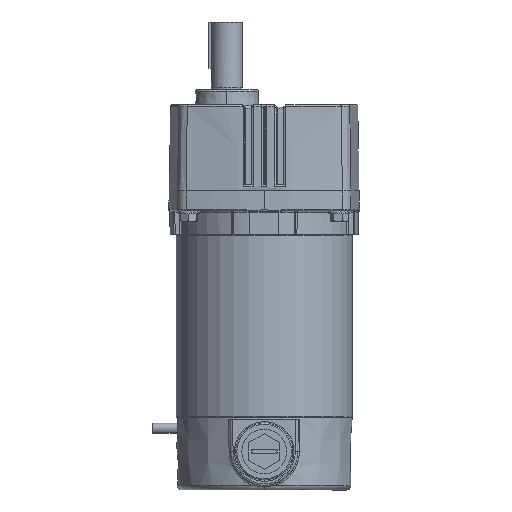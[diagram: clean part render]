
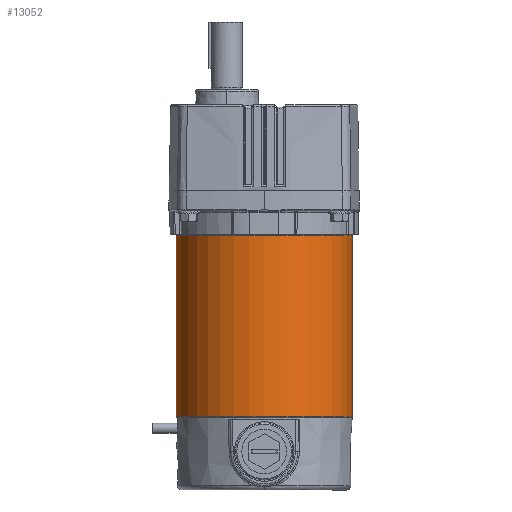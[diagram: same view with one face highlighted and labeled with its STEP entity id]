
A CAD part, left-side view. The second image highlights one B-rep face of the part: STEP entity #13052.
In plain terms, the highlighted cylindrical face has radius 54.102 mm (diameter 108.204 mm), a partial arc.
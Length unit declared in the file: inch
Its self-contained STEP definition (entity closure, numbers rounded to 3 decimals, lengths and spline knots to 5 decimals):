
#5673 = CARTESIAN_POINT ( 'NONE',  ( 0., 2.13, 0.015 ) ) ;
#7663 = EDGE_CURVE ( 'NONE', #19918, #20661, #29853, .T. ) ;
#7664 = EDGE_CURVE ( 'NONE', #20508, #16834, #29860, .T. ) ;
#7669 = EDGE_CURVE ( 'NONE', #20661, #16834, #29868, .T. ) ;
#7671 = EDGE_CURVE ( 'NONE', #19918, #20508, #29871, .T. ) ;
#13052 = ADVANCED_FACE ( 'NONE', ( #38896 ), #38902, .T. ) ;
#16834 = VERTEX_POINT ( 'NONE', #5673 ) ;
#19526 = AXIS2_PLACEMENT_3D ( 'NONE', #26714, #26276, #27110 ) ;
#19527 = AXIS2_PLACEMENT_3D ( 'NONE', #26155, #26491, #27081 ) ;
#19918 = VERTEX_POINT ( 'NONE', #22437 ) ;
#20508 = VERTEX_POINT ( 'NONE', #25193 ) ;
#20661 = VERTEX_POINT ( 'NONE', #25477 ) ;
#22437 = CARTESIAN_POINT ( 'NONE',  ( 0., -2.13, 4.407 ) ) ;
#25193 = CARTESIAN_POINT ( 'NONE',  ( 0., -2.13, 0.015 ) ) ;
#25477 = CARTESIAN_POINT ( 'NONE',  ( 0., 2.13, 4.407 ) ) ;
#26043 = CARTESIAN_POINT ( 'NONE',  ( 0., 2.13, 0. ) ) ;
#26155 = CARTESIAN_POINT ( 'NONE',  ( 0., 0., 0.015 ) ) ;
#26235 = DIRECTION ( 'NONE',  ( 0., 0., -1. ) ) ;
#26276 = DIRECTION ( 'NONE',  ( 0., 0., -1. ) ) ;
#26491 = DIRECTION ( 'NONE',  ( 0., 0., -1. ) ) ;
#26714 = CARTESIAN_POINT ( 'NONE',  ( 0., 0., 4.407 ) ) ;
#26993 = CARTESIAN_POINT ( 'NONE',  ( 0., -2.13, 0. ) ) ;
#27081 = DIRECTION ( 'NONE',  ( 0., 1., 0. ) ) ;
#27096 = DIRECTION ( 'NONE',  ( 0., 0., -1. ) ) ;
#27110 = DIRECTION ( 'NONE',  ( 0., 1., 0. ) ) ;
#27931 = EDGE_LOOP ( 'NONE', ( #28666, #28627, #28563, #28674 ) ) ;
#28563 = ORIENTED_EDGE ( 'NONE', *, *, #7669, .T. ) ;
#28627 = ORIENTED_EDGE ( 'NONE', *, *, #7663, .T. ) ;
#28666 = ORIENTED_EDGE ( 'NONE', *, *, #7671, .F. ) ;
#28674 = ORIENTED_EDGE ( 'NONE', *, *, #7664, .F. ) ;
#29853 = CIRCLE ( 'NONE', #19526, 2.13 ) ;
#29860 = CIRCLE ( 'NONE', #19527, 2.13 ) ;
#29868 = LINE ( 'NONE', #26043, #29870 ) ;
#29870 = VECTOR ( 'NONE', #26235, 39.37008 ) ;
#29871 = LINE ( 'NONE', #26993, #29873 ) ;
#29873 = VECTOR ( 'NONE', #27096, 39.37008 ) ;
#31842 = AXIS2_PLACEMENT_3D ( 'NONE', #38562, #38561, #38555 ) ;
#38555 = DIRECTION ( 'NONE',  ( 0., 1., 0. ) ) ;
#38561 = DIRECTION ( 'NONE',  ( 0., 0., -1. ) ) ;
#38562 = CARTESIAN_POINT ( 'NONE',  ( 0., 0., 0. ) ) ;
#38896 = FACE_OUTER_BOUND ( 'NONE', #27931, .T. ) ;
#38902 = CYLINDRICAL_SURFACE ( 'NONE', #31842, 2.13 ) ;
